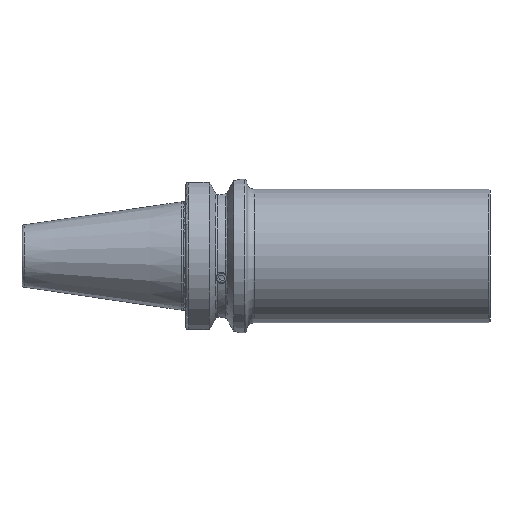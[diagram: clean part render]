
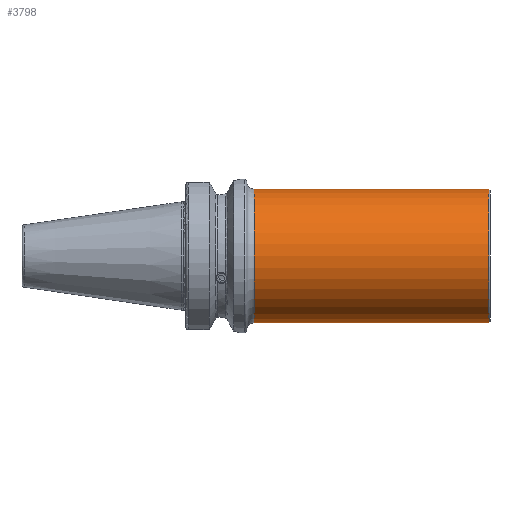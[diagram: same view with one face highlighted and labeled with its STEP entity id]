
A CAD part, front view. The second image highlights one B-rep face of the part: STEP entity #3798.
In plain terms, the highlighted cylindrical face has radius 27.5 mm (diameter 55 mm), a partial arc.
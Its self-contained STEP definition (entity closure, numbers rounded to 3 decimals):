
#119 = EDGE_LOOP ( 'NONE', ( #4032, #4600, #2802, #3109 ) ) ;
#331 = CARTESIAN_POINT ( 'NONE',  ( -67.213, 0., 27.5 ) ) ;
#360 = EDGE_CURVE ( 'NONE', #5460, #3808, #1825, .T. ) ;
#854 = CARTESIAN_POINT ( 'NONE',  ( -67.213, 0., 0. ) ) ;
#860 = LINE ( 'NONE', #331, #6437 ) ;
#1136 = CIRCLE ( 'NONE', #6662, 27.5 ) ;
#1621 = VERTEX_POINT ( 'NONE', #2821 ) ;
#1825 = CIRCLE ( 'NONE', #3547, 27.5 ) ;
#1858 = EDGE_CURVE ( 'NONE', #1621, #7183, #1136, .T. ) ;
#2098 = EDGE_CURVE ( 'NONE', #5460, #7183, #2677, .T. ) ;
#2297 = FACE_OUTER_BOUND ( 'NONE', #119, .T. ) ;
#2326 = VECTOR ( 'NONE', #6165, 1000. ) ;
#2461 = DIRECTION ( 'NONE',  ( -1., 0., 0. ) ) ;
#2677 = LINE ( 'NONE', #5698, #2326 ) ;
#2802 = ORIENTED_EDGE ( 'NONE', *, *, #3843, .T. ) ;
#2821 = CARTESIAN_POINT ( 'NONE',  ( 30., 0., 27.5 ) ) ;
#2841 = AXIS2_PLACEMENT_3D ( 'NONE', #854, #2461, #4736 ) ;
#2977 = CARTESIAN_POINT ( 'NONE',  ( 30., 0., -27.5 ) ) ;
#3109 = ORIENTED_EDGE ( 'NONE', *, *, #1858, .T. ) ;
#3547 = AXIS2_PLACEMENT_3D ( 'NONE', #5120, #5093, #5072 ) ;
#3798 = ADVANCED_FACE ( 'NONE', ( #2297 ), #6619, .T. ) ;
#3808 = VERTEX_POINT ( 'NONE', #5316 ) ;
#3843 = EDGE_CURVE ( 'NONE', #3808, #1621, #860, .T. ) ;
#4032 = ORIENTED_EDGE ( 'NONE', *, *, #2098, .F. ) ;
#4216 = DIRECTION ( 'NONE',  ( -1., 0., 0. ) ) ;
#4239 = CARTESIAN_POINT ( 'NONE',  ( 30., 0., 0. ) ) ;
#4271 = DIRECTION ( 'NONE',  ( 1., 0., 0. ) ) ;
#4294 = DIRECTION ( 'NONE',  ( 0., 0., 1. ) ) ;
#4600 = ORIENTED_EDGE ( 'NONE', *, *, #360, .T. ) ;
#4736 = DIRECTION ( 'NONE',  ( 0., 0., 1. ) ) ;
#5072 = DIRECTION ( 'NONE',  ( 0., 0., 1. ) ) ;
#5093 = DIRECTION ( 'NONE',  ( -1., 0., 0. ) ) ;
#5120 = CARTESIAN_POINT ( 'NONE',  ( 126.5, 0., 0. ) ) ;
#5151 = CARTESIAN_POINT ( 'NONE',  ( 126.5, 0., -27.5 ) ) ;
#5316 = CARTESIAN_POINT ( 'NONE',  ( 126.5, 0., 27.5 ) ) ;
#5460 = VERTEX_POINT ( 'NONE', #5151 ) ;
#5698 = CARTESIAN_POINT ( 'NONE',  ( -67.213, 0., -27.5 ) ) ;
#6165 = DIRECTION ( 'NONE',  ( -1., 0., 0. ) ) ;
#6437 = VECTOR ( 'NONE', #4216, 1000. ) ;
#6619 = CYLINDRICAL_SURFACE ( 'NONE', #2841, 27.5 ) ;
#6662 = AXIS2_PLACEMENT_3D ( 'NONE', #4239, #4271, #4294 ) ;
#7183 = VERTEX_POINT ( 'NONE', #2977 ) ;
